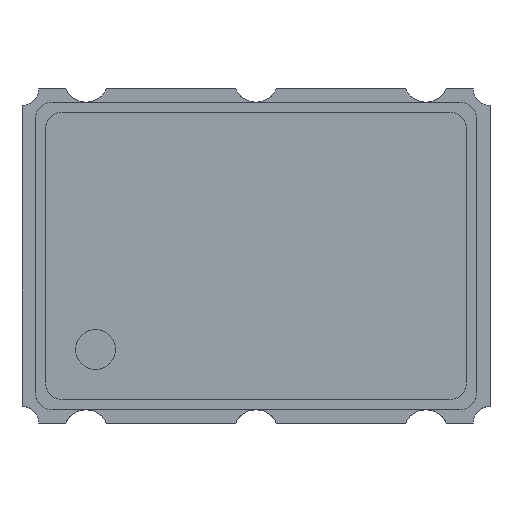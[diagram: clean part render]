
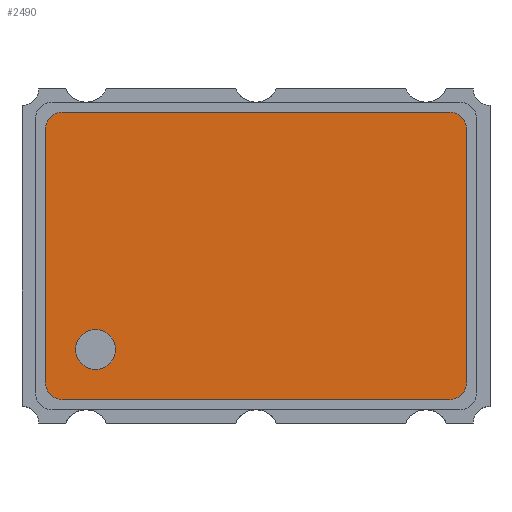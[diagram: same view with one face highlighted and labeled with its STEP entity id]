
A CAD part, top view. The second image highlights one B-rep face of the part: STEP entity #2490.
In plain terms, the highlighted planar face has unit normal (0, 0, 1).
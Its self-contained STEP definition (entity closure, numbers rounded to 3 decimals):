
#16=FACE_BOUND($,#425,.T.);
#135=CIRCLE($,#2708,0.3);
#138=CIRCLE($,#2713,0.25);
#140=CIRCLE($,#2717,0.25);
#142=CIRCLE($,#2721,0.25);
#144=CIRCLE($,#2725,0.25);
#283=FACE_OUTER_BOUND($,#424,.T.);
#424=EDGE_LOOP($,(#2234,#2235,#2236,#2237,#2238,#2239,#2240,#2241));
#425=EDGE_LOOP($,(#2242));
#686=LINE($,#4123,#958);
#690=LINE($,#4135,#962);
#694=LINE($,#4147,#966);
#698=LINE($,#4157,#970);
#958=VECTOR($,#3398,3.8);
#962=VECTOR($,#3410,5.8);
#966=VECTOR($,#3422,3.8);
#970=VECTOR($,#3434,5.8);
#1183=VERTEX_POINT($,#4105);
#1187=VERTEX_POINT($,#4114);
#1188=VERTEX_POINT($,#4116);
#1190=VERTEX_POINT($,#4122);
#1192=VERTEX_POINT($,#4128);
#1194=VERTEX_POINT($,#4134);
#1196=VERTEX_POINT($,#4140);
#1198=VERTEX_POINT($,#4146);
#1200=VERTEX_POINT($,#4152);
#1525=EDGE_CURVE($,#1183,#1183,#135,.T.);
#1529=EDGE_CURVE($,#1188,#1187,#138,.T.);
#1532=EDGE_CURVE($,#1190,#1188,#686,.T.);
#1535=EDGE_CURVE($,#1192,#1190,#140,.T.);
#1538=EDGE_CURVE($,#1194,#1192,#690,.T.);
#1541=EDGE_CURVE($,#1196,#1194,#142,.T.);
#1544=EDGE_CURVE($,#1198,#1196,#694,.T.);
#1547=EDGE_CURVE($,#1200,#1198,#144,.T.);
#1550=EDGE_CURVE($,#1187,#1200,#698,.T.);
#2234=ORIENTED_EDGE($,*,*,#1550,.T.);
#2235=ORIENTED_EDGE($,*,*,#1547,.T.);
#2236=ORIENTED_EDGE($,*,*,#1544,.T.);
#2237=ORIENTED_EDGE($,*,*,#1541,.T.);
#2238=ORIENTED_EDGE($,*,*,#1538,.T.);
#2239=ORIENTED_EDGE($,*,*,#1535,.T.);
#2240=ORIENTED_EDGE($,*,*,#1532,.T.);
#2241=ORIENTED_EDGE($,*,*,#1529,.T.);
#2242=ORIENTED_EDGE($,*,*,#1525,.T.);
#2350=PLANE($,#2727);
#2490=ADVANCED_FACE($,(#283,#16),#2350,.T.);
#2708=AXIS2_PLACEMENT_3D($,#4106,#3381,#3382);
#2713=AXIS2_PLACEMENT_3D($,#4117,#3392,#3393);
#2717=AXIS2_PLACEMENT_3D($,#4129,#3404,#3405);
#2721=AXIS2_PLACEMENT_3D($,#4141,#3416,#3417);
#2725=AXIS2_PLACEMENT_3D($,#4153,#3428,#3429);
#2727=AXIS2_PLACEMENT_3D($,#4158,#3435,#3436);
#3381=DIRECTION('center_axis',(0.,0.,-1.));
#3382=DIRECTION('ref_axis',(-1.,0.,0.));
#3392=DIRECTION('center_axis',(0.,0.,1.));
#3393=DIRECTION('ref_axis',(-1.,0.,0.));
#3398=DIRECTION($,(0.,1.,0.));
#3404=DIRECTION('center_axis',(0.,0.,1.));
#3405=DIRECTION('ref_axis',(-1.,0.,0.));
#3410=DIRECTION($,(1.,0.,0.));
#3416=DIRECTION('center_axis',(0.,0.,1.));
#3417=DIRECTION('ref_axis',(-1.,0.,0.));
#3422=DIRECTION($,(0.,-1.,0.));
#3428=DIRECTION('center_axis',(0.,0.,1.));
#3429=DIRECTION('ref_axis',(-1.,0.,0.));
#3434=DIRECTION($,(-1.,0.,0.));
#3435=DIRECTION('center_axis',(0.,0.,1.));
#3436=DIRECTION('ref_axis',(1.,0.,0.));
#4105=CARTESIAN_POINT('',(-2.1,-1.4,2.));
#4106=CARTESIAN_POINT('Origin',(-2.4,-1.4,2.));
#4114=CARTESIAN_POINT('',(2.9,2.15,2.));
#4116=CARTESIAN_POINT('',(3.15,1.9,2.));
#4117=CARTESIAN_POINT('Origin',(2.9,1.9,2.));
#4122=CARTESIAN_POINT('',(3.15,-1.9,2.));
#4123=CARTESIAN_POINT($,(3.15,1.066,2.));
#4128=CARTESIAN_POINT('',(2.9,-2.15,2.));
#4129=CARTESIAN_POINT('Origin',(2.9,-1.9,2.));
#4134=CARTESIAN_POINT('',(-2.9,-2.15,2.));
#4135=CARTESIAN_POINT($,(1.582,-2.15,2.));
#4140=CARTESIAN_POINT('',(-3.15,-1.9,2.));
#4141=CARTESIAN_POINT('Origin',(-2.9,-1.9,2.));
#4146=CARTESIAN_POINT('',(-3.15,1.9,2.));
#4147=CARTESIAN_POINT($,(-3.15,1.066,2.));
#4152=CARTESIAN_POINT('',(-2.9,2.15,2.));
#4153=CARTESIAN_POINT('Origin',(-2.9,1.9,2.));
#4157=CARTESIAN_POINT($,(1.582,2.15,2.));
#4158=CARTESIAN_POINT('Origin',(0.,0.,
2.));
